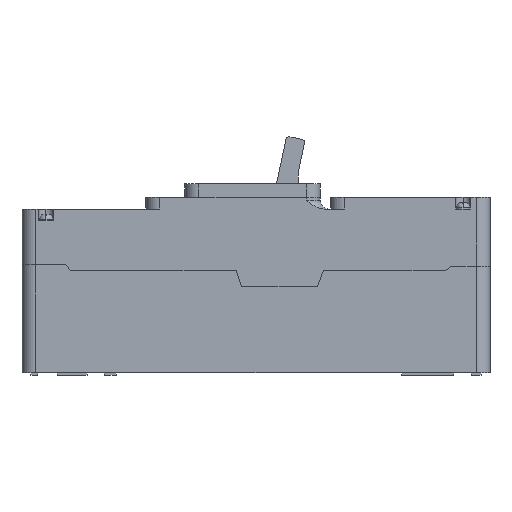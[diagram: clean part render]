
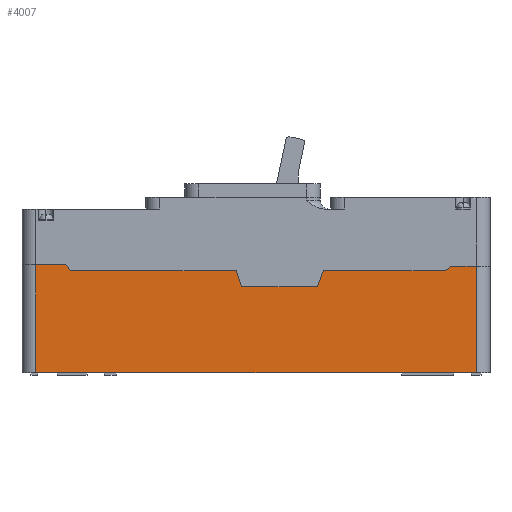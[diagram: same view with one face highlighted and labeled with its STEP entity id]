
A CAD part, left-side view. The second image highlights one B-rep face of the part: STEP entity #4007.
In plain terms, the highlighted planar face has unit normal (-1, 0, 0).
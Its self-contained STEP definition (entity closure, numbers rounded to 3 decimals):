
#648 = CARTESIAN_POINT ( 'NONE',  ( -104.775, 110.989, 0. ) ) ;
#716 = LINE ( 'NONE', #49610, #31755 ) ;
#2357 = ORIENTED_EDGE ( 'NONE', *, *, #41241, .T. ) ;
#2944 = VECTOR ( 'NONE', #40125, 1000. ) ;
#3312 = LINE ( 'NONE', #20630, #12763 ) ;
#3367 = LINE ( 'NONE', #46758, #23606 ) ;
#4007 = ADVANCED_FACE ( 'NONE', ( #8017 ), #37205, .T. ) ;
#4261 = VERTEX_POINT ( 'NONE', #45071 ) ;
#4823 = CARTESIAN_POINT ( 'NONE',  ( -104.775, -128.525, -63. ) ) ;
#5004 = DIRECTION ( 'NONE',  ( 0., 1., 0. ) ) ;
#5190 = EDGE_CURVE ( 'NONE', #44550, #35283, #29293, .T. ) ;
#5472 = CARTESIAN_POINT ( 'NONE',  ( -104.775, 108.312, -3.57 ) ) ;
#5634 = VERTEX_POINT ( 'NONE', #27545 ) ;
#5643 = VERTEX_POINT ( 'NONE', #15465 ) ;
#5729 = CARTESIAN_POINT ( 'NONE',  ( -104.775, -39.369, -3.57 ) ) ;
#5821 = EDGE_CURVE ( 'NONE', #5634, #4261, #52075, .T. ) ;
#5929 = ORIENTED_EDGE ( 'NONE', *, *, #26577, .F. ) ;
#6721 = ORIENTED_EDGE ( 'NONE', *, *, #35420, .F. ) ;
#7112 = LINE ( 'NONE', #38776, #16609 ) ;
#7265 = VERTEX_POINT ( 'NONE', #39369 ) ;
#7435 = VECTOR ( 'NONE', #49259, 1000. ) ;
#8017 = FACE_OUTER_BOUND ( 'NONE', #46598, .T. ) ;
#9444 = DIRECTION ( 'NONE',  ( 0., 0.759, -0.651 ) ) ;
#9538 = ORIENTED_EDGE ( 'NONE', *, *, #5190, .T. ) ;
#10170 = DIRECTION ( 'NONE',  ( 0., 1., 0. ) ) ;
#10632 = DIRECTION ( 'NONE',  ( 0., -1., 0. ) ) ;
#10878 = EDGE_CURVE ( 'NONE', #30628, #21549, #3312, .T. ) ;
#10903 = VERTEX_POINT ( 'NONE', #24868 ) ;
#12457 = VECTOR ( 'NONE', #10632, 1000. ) ;
#12763 = VECTOR ( 'NONE', #44789, 1000. ) ;
#15465 = CARTESIAN_POINT ( 'NONE',  ( -104.775, 11.494, -3.57 ) ) ;
#15623 = CARTESIAN_POINT ( 'NONE',  ( -104.775, -39.369, -3.57 ) ) ;
#16377 = CARTESIAN_POINT ( 'NONE',  ( -104.775, -128.525, -63. ) ) ;
#16609 = VECTOR ( 'NONE', #18554, 1000. ) ;
#18173 = EDGE_CURVE ( 'NONE', #31759, #5643, #716, .T. ) ;
#18554 = DIRECTION ( 'NONE',  ( 0., 1., 0. ) ) ;
#18796 = DIRECTION ( 'NONE',  ( -1., 0., 0. ) ) ;
#19003 = CARTESIAN_POINT ( 'NONE',  ( -104.775, -128.525, -63. ) ) ;
#20630 = CARTESIAN_POINT ( 'NONE',  ( -104.775, -35.798, -12.941 ) ) ;
#20757 = AXIS2_PLACEMENT_3D ( 'NONE', #4823, #18796, #47222 ) ;
#20933 = VECTOR ( 'NONE', #9444, 1000. ) ;
#21549 = VERTEX_POINT ( 'NONE', #40224 ) ;
#21957 = ORIENTED_EDGE ( 'NONE', *, *, #23003, .T. ) ;
#21998 = EDGE_CURVE ( 'NONE', #10903, #44550, #22492, .T. ) ;
#22492 = LINE ( 'NONE', #51366, #33298 ) ;
#22814 = ORIENTED_EDGE ( 'NONE', *, *, #29871, .T. ) ;
#22898 = DIRECTION ( 'NONE',  ( 0., 0., 1. ) ) ;
#22918 = DIRECTION ( 'NONE',  ( 0., -1., 0. ) ) ;
#23003 = EDGE_CURVE ( 'NONE', #35283, #5634, #3367, .T. ) ;
#23234 = VECTOR ( 'NONE', #5004, 1000. ) ;
#23606 = VECTOR ( 'NONE', #10170, 1000. ) ;
#23797 = ORIENTED_EDGE ( 'NONE', *, *, #10878, .T. ) ;
#24868 = CARTESIAN_POINT ( 'NONE',  ( -104.775, 128.525, -63. ) ) ;
#26259 = LINE ( 'NONE', #33158, #46629 ) ;
#26577 = EDGE_CURVE ( 'NONE', #45695, #7265, #46155, .T. ) ;
#27027 = CARTESIAN_POINT ( 'NONE',  ( -104.775, 8.37, -12.941 ) ) ;
#27056 = ORIENTED_EDGE ( 'NONE', *, *, #5821, .T. ) ;
#27468 = ORIENTED_EDGE ( 'NONE', *, *, #40856, .T. ) ;
#27545 = CARTESIAN_POINT ( 'NONE',  ( -104.775, -113.506, -0.893 ) ) ;
#29293 = LINE ( 'NONE', #19003, #50907 ) ;
#29871 = EDGE_CURVE ( 'NONE', #5643, #39546, #7112, .T. ) ;
#30628 = VERTEX_POINT ( 'NONE', #5729 ) ;
#31755 = VECTOR ( 'NONE', #45691, 1000. ) ;
#31759 = VERTEX_POINT ( 'NONE', #27027 ) ;
#33158 = CARTESIAN_POINT ( 'NONE',  ( -104.775, 128.525, -63. ) ) ;
#33298 = VECTOR ( 'NONE', #22918, 1000. ) ;
#33729 = CARTESIAN_POINT ( 'NONE',  ( -104.775, -110.381, -3.57 ) ) ;
#34022 = LINE ( 'NONE', #15623, #2944 ) ;
#34587 = ORIENTED_EDGE ( 'NONE', *, *, #21998, .T. ) ;
#34775 = CARTESIAN_POINT ( 'NONE',  ( -104.775, -128.525, 0. ) ) ;
#35283 = VERTEX_POINT ( 'NONE', #37241 ) ;
#35420 = EDGE_CURVE ( 'NONE', #10903, #45695, #26259, .T. ) ;
#37205 = PLANE ( 'NONE',  #20757 ) ;
#37220 = DIRECTION ( 'NONE',  ( 0., 0., 1. ) ) ;
#37241 = CARTESIAN_POINT ( 'NONE',  ( -104.775, -128.525, -0.893 ) ) ;
#37882 = LINE ( 'NONE', #37917, #23234 ) ;
#37917 = CARTESIAN_POINT ( 'NONE',  ( -104.775, 8.37, -12.941 ) ) ;
#38776 = CARTESIAN_POINT ( 'NONE',  ( -104.775, 108.312, -3.57 ) ) ;
#39369 = CARTESIAN_POINT ( 'NONE',  ( -104.775, 110.989, 0. ) ) ;
#39546 = VERTEX_POINT ( 'NONE', #5472 ) ;
#40125 = DIRECTION ( 'NONE',  ( 0., 1., 0. ) ) ;
#40224 = CARTESIAN_POINT ( 'NONE',  ( -104.775, -35.798, -12.941 ) ) ;
#40829 = ORIENTED_EDGE ( 'NONE', *, *, #43640, .T. ) ;
#40856 = EDGE_CURVE ( 'NONE', #39546, #7265, #50613, .T. ) ;
#41241 = EDGE_CURVE ( 'NONE', #4261, #30628, #34022, .T. ) ;
#42352 = CARTESIAN_POINT ( 'NONE',  ( -104.775, 128.525, 0. ) ) ;
#43640 = EDGE_CURVE ( 'NONE', #21549, #31759, #37882, .T. ) ;
#44550 = VERTEX_POINT ( 'NONE', #16377 ) ;
#44789 = DIRECTION ( 'NONE',  ( 0., 0.356, -0.934 ) ) ;
#45071 = CARTESIAN_POINT ( 'NONE',  ( -104.775, -110.381, -3.57 ) ) ;
#45691 = DIRECTION ( 'NONE',  ( 0., 0.316, 0.949 ) ) ;
#45695 = VERTEX_POINT ( 'NONE', #42352 ) ;
#46155 = LINE ( 'NONE', #34775, #12457 ) ;
#46598 = EDGE_LOOP ( 'NONE', ( #21957, #27056, #2357, #23797, #40829, #49313, #22814, #27468, #5929, #6721, #34587, #9538 ) ) ;
#46629 = VECTOR ( 'NONE', #37220, 1000. ) ;
#46758 = CARTESIAN_POINT ( 'NONE',  ( -104.775, -113.506, -0.893 ) ) ;
#47222 = DIRECTION ( 'NONE',  ( 0., 0., 1. ) ) ;
#49259 = DIRECTION ( 'NONE',  ( 0., 0.6, 0.8 ) ) ;
#49313 = ORIENTED_EDGE ( 'NONE', *, *, #18173, .T. ) ;
#49610 = CARTESIAN_POINT ( 'NONE',  ( -104.775, 11.494, -3.57 ) ) ;
#50613 = LINE ( 'NONE', #648, #7435 ) ;
#50907 = VECTOR ( 'NONE', #22898, 1000. ) ;
#51366 = CARTESIAN_POINT ( 'NONE',  ( -104.775, -128.525, -63. ) ) ;
#52075 = LINE ( 'NONE', #33729, #20933 ) ;
